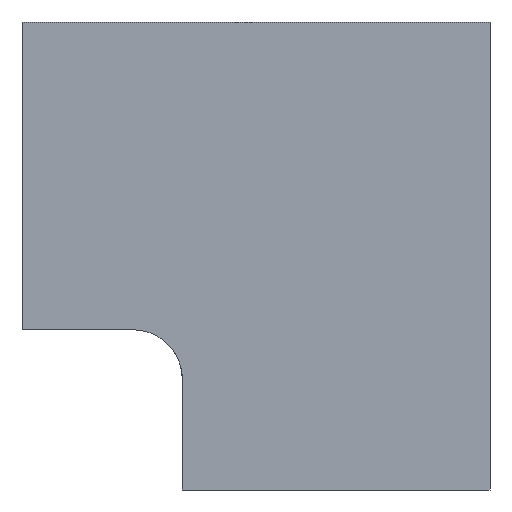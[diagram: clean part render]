
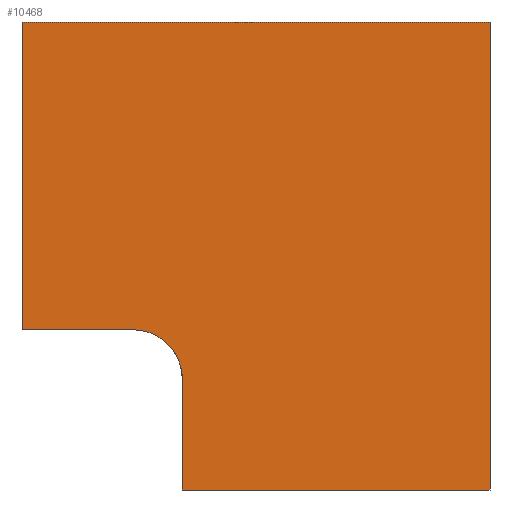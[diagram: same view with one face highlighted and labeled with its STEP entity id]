
A CAD part, left-side view. The second image highlights one B-rep face of the part: STEP entity #10468.
In plain terms, the highlighted planar face has unit normal (-1, 0, -0.018).
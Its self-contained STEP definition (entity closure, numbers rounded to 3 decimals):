
#153 = PLANE ( 'NONE',  #3210 ) ;
#231 = EDGE_CURVE ( 'NONE', #10029, #5709, #4430, .T. ) ;
#246 = EDGE_CURVE ( 'NONE', #5709, #8636, #4690, .T. ) ;
#258 = ORIENTED_EDGE ( 'NONE', *, *, #4219, .F. ) ;
#339 = EDGE_CURVE ( 'NONE', #8636, #8331, #1849, .T. ) ;
#401 = ORIENTED_EDGE ( 'NONE', *, *, #922, .F. ) ;
#529 = CARTESIAN_POINT ( 'NONE',  ( -9.134, 16.9, -18.018 ) ) ;
#740 = LINE ( 'NONE', #3006, #9769 ) ;
#756 = LINE ( 'NONE', #9629, #7590 ) ;
#922 = EDGE_CURVE ( 'NONE', #6706, #10029, #756, .T. ) ;
#998 = CARTESIAN_POINT ( 'NONE',  ( -9., 16.9, -25.7 ) ) ;
#1471 = EDGE_CURVE ( 'NONE', #8331, #8414, #740, .T. ) ;
#1526 = CARTESIAN_POINT ( 'NONE',  ( -9., 0., -25.7 ) ) ;
#1849 = LINE ( 'NONE', #8204, #5877 ) ;
#1884 = DIRECTION ( 'NONE',  ( -0.017, 0., 1. ) ) ;
#2125 = VECTOR ( 'NONE', #10905, 1000. ) ;
#2365 = VECTOR ( 'NONE', #8286, 1000. ) ;
#3006 = CARTESIAN_POINT ( 'NONE',  ( -9., 16.9, -25.7 ) ) ;
#3161 = VERTEX_POINT ( 'NONE', #3364 ) ;
#3210 = AXIS2_PLACEMENT_3D ( 'NONE', #6168, #7000, #1884 ) ;
#3304 = CARTESIAN_POINT ( 'NONE',  ( -9.449, 0., 0. ) ) ;
#3364 = CARTESIAN_POINT ( 'NONE',  ( -9.154, 19.6, -16.9 ) ) ;
#3406 = EDGE_LOOP ( 'NONE', ( #7782, #10945, #401, #258, #4660, #9574, #5111 ) ) ;
#3498 =( BOUNDED_CURVE ( )  B_SPLINE_CURVE ( 3, ( #10641, #4832, #529, #6515 ),
 .UNSPECIFIED., .F., .F. ) 
 B_SPLINE_CURVE_WITH_KNOTS ( ( 4, 4 ),
 ( 3.142, 4.712 ),
 .UNSPECIFIED. ) 
 CURVE ( )  GEOMETRIC_REPRESENTATION_ITEM ( )  RATIONAL_B_SPLINE_CURVE ( ( 1., 0.805, 0.805, 1. ) ) 
 REPRESENTATION_ITEM ( '' )  );
#3714 = CARTESIAN_POINT ( 'NONE',  ( -9.449, 25.7, 0. ) ) ;
#4193 = EDGE_CURVE ( 'NONE', #3161, #8414, #3498, .T. ) ;
#4219 = EDGE_CURVE ( 'NONE', #3161, #6706, #9399, .T. ) ;
#4430 = LINE ( 'NONE', #10000, #2125 ) ;
#4660 = ORIENTED_EDGE ( 'NONE', *, *, #4193, .T. ) ;
#4690 = LINE ( 'NONE', #1526, #8681 ) ;
#4725 = CARTESIAN_POINT ( 'NONE',  ( -9.106, 16.9, -19.6 ) ) ;
#4786 = DIRECTION ( 'NONE',  ( 0., 1., 0. ) ) ;
#4832 = CARTESIAN_POINT ( 'NONE',  ( -9.154, 18.018, -16.9 ) ) ;
#4863 = CARTESIAN_POINT ( 'NONE',  ( -9.154, 0., -16.9 ) ) ;
#5111 = ORIENTED_EDGE ( 'NONE', *, *, #339, .F. ) ;
#5484 = DIRECTION ( 'NONE',  ( -0.017, 0., 1. ) ) ;
#5709 = VERTEX_POINT ( 'NONE', #3304 ) ;
#5740 = CARTESIAN_POINT ( 'NONE',  ( -9.154, 25.7, -16.9 ) ) ;
#5877 = VECTOR ( 'NONE', #4786, 1000. ) ;
#6168 = CARTESIAN_POINT ( 'NONE',  ( -9., 0., -25.7 ) ) ;
#6515 = CARTESIAN_POINT ( 'NONE',  ( -9.106, 16.9, -19.6 ) ) ;
#6706 = VERTEX_POINT ( 'NONE', #5740 ) ;
#7000 = DIRECTION ( 'NONE',  ( -1., 0., -0.017 ) ) ;
#7590 = VECTOR ( 'NONE', #5484, 1000. ) ;
#7782 = ORIENTED_EDGE ( 'NONE', *, *, #246, .F. ) ;
#8204 = CARTESIAN_POINT ( 'NONE',  ( -9., 0., -25.7 ) ) ;
#8286 = DIRECTION ( 'NONE',  ( 0., 1., 0. ) ) ;
#8331 = VERTEX_POINT ( 'NONE', #998 ) ;
#8414 = VERTEX_POINT ( 'NONE', #4725 ) ;
#8636 = VERTEX_POINT ( 'NONE', #9083 ) ;
#8681 = VECTOR ( 'NONE', #9231, 1000. ) ;
#8950 = DIRECTION ( 'NONE',  ( -0.017, 0., 1. ) ) ;
#9083 = CARTESIAN_POINT ( 'NONE',  ( -9., 0., -25.7 ) ) ;
#9231 = DIRECTION ( 'NONE',  ( 0.017, 0., -1. ) ) ;
#9399 = LINE ( 'NONE', #4863, #2365 ) ;
#9574 = ORIENTED_EDGE ( 'NONE', *, *, #1471, .F. ) ;
#9629 = CARTESIAN_POINT ( 'NONE',  ( -9., 25.7, -25.7 ) ) ;
#9769 = VECTOR ( 'NONE', #8950, 1000. ) ;
#10000 = CARTESIAN_POINT ( 'NONE',  ( -9.449, 0., 0. ) ) ;
#10029 = VERTEX_POINT ( 'NONE', #3714 ) ;
#10468 = ADVANCED_FACE ( 'NONE', ( #10490 ), #153, .T. ) ;
#10490 = FACE_OUTER_BOUND ( 'NONE', #3406, .T. ) ;
#10641 = CARTESIAN_POINT ( 'NONE',  ( -9.154, 19.6, -16.9 ) ) ;
#10905 = DIRECTION ( 'NONE',  ( 0., -1., 0. ) ) ;
#10945 = ORIENTED_EDGE ( 'NONE', *, *, #231, .F. ) ;
